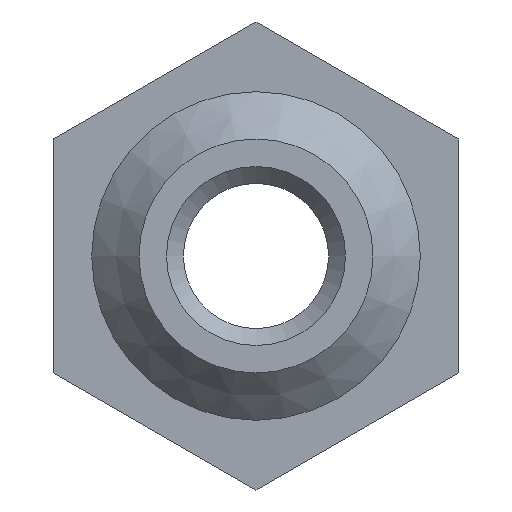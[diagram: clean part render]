
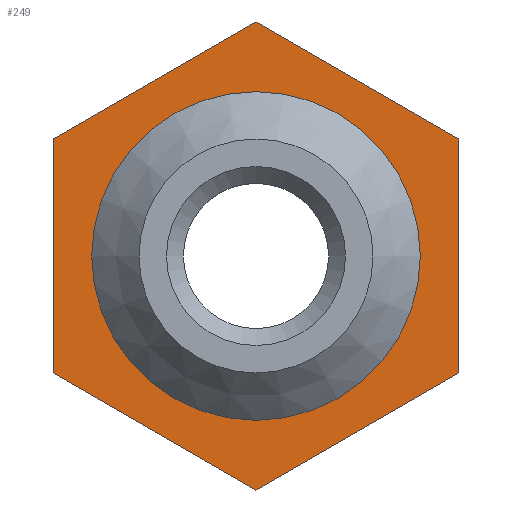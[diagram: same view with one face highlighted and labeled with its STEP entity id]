
A CAD part, front view. The second image highlights one B-rep face of the part: STEP entity #249.
In plain terms, the highlighted planar face has unit normal (0, -1, 0).
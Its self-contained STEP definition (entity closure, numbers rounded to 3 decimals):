
#15=LINE('',#393,#33);
#16=LINE('',#395,#34);
#17=LINE('',#397,#35);
#18=LINE('',#399,#36);
#19=LINE('',#401,#37);
#20=LINE('',#402,#38);
#33=VECTOR('',#328,6.928);
#34=VECTOR('',#329,6.928);
#35=VECTOR('',#330,6.928);
#36=VECTOR('',#331,6.928);
#37=VECTOR('',#332,6.928);
#38=VECTOR('',#333,6.928);
#53=PLANE('',#278);
#73=FACE_BOUND('',#111,.T.);
#84=FACE_OUTER_BOUND('',#110,.T.);
#110=EDGE_LOOP('',(#198,#199,#200,#201,#202,#203));
#111=EDGE_LOOP('',(#204));
#129=CIRCLE('',#277,4.864);
#139=VERTEX_POINT('',#388);
#140=VERTEX_POINT('',#391);
#141=VERTEX_POINT('',#392);
#142=VERTEX_POINT('',#394);
#143=VERTEX_POINT('',#396);
#144=VERTEX_POINT('',#398);
#145=VERTEX_POINT('',#400);
#161=EDGE_CURVE('',#139,#139,#129,.T.);
#162=EDGE_CURVE('',#140,#141,#15,.T.);
#163=EDGE_CURVE('',#141,#142,#16,.T.);
#164=EDGE_CURVE('',#142,#143,#17,.T.);
#165=EDGE_CURVE('',#143,#144,#18,.T.);
#166=EDGE_CURVE('',#144,#145,#19,.T.);
#167=EDGE_CURVE('',#145,#140,#20,.T.);
#198=ORIENTED_EDGE('',*,*,#162,.T.);
#199=ORIENTED_EDGE('',*,*,#163,.T.);
#200=ORIENTED_EDGE('',*,*,#164,.T.);
#201=ORIENTED_EDGE('',*,*,#165,.T.);
#202=ORIENTED_EDGE('',*,*,#166,.T.);
#203=ORIENTED_EDGE('',*,*,#167,.T.);
#204=ORIENTED_EDGE('',*,*,#161,.T.);
#249=ADVANCED_FACE('',(#84,#73),#53,.F.);
#277=AXIS2_PLACEMENT_3D('',#389,#324,#325);
#278=AXIS2_PLACEMENT_3D('',#390,#326,#327);
#324=DIRECTION('center_axis',(0.,1.,0.));
#325=DIRECTION('ref_axis',(1.,0.,0.));
#326=DIRECTION('center_axis',(0.,1.,0.));
#327=DIRECTION('ref_axis',(0.,0.,1.));
#328=DIRECTION('',(0.866,0.,-0.5));
#329=DIRECTION('',(0.866,0.,0.5));
#330=DIRECTION('',(0.,0.,1.));
#331=DIRECTION('',(-0.866,0.,0.5));
#332=DIRECTION('',(-0.866,0.,-0.5));
#333=DIRECTION('',(0.,0.,-1.));
#388=CARTESIAN_POINT('',(-4.864,-3.,0.));
#389=CARTESIAN_POINT('Origin',(0.,-3.,0.));
#390=CARTESIAN_POINT('Origin',(0.,-3.,0.));
#391=CARTESIAN_POINT('',(-6.,-3.,-3.464));
#392=CARTESIAN_POINT('',(0.,-3.,-6.928));
#393=CARTESIAN_POINT('',(-6.,-3.,-3.464));
#394=CARTESIAN_POINT('',(6.,-3.,-3.464));
#395=CARTESIAN_POINT('',(0.,-3.,-6.928));
#396=CARTESIAN_POINT('',(6.,-3.,3.464));
#397=CARTESIAN_POINT('',(6.,-3.,-3.464));
#398=CARTESIAN_POINT('',(0.,-3.,6.928));
#399=CARTESIAN_POINT('',(6.,-3.,3.464));
#400=CARTESIAN_POINT('',(-6.,-3.,3.464));
#401=CARTESIAN_POINT('',(0.,-3.,6.928));
#402=CARTESIAN_POINT('',(-6.,-3.,3.464));
